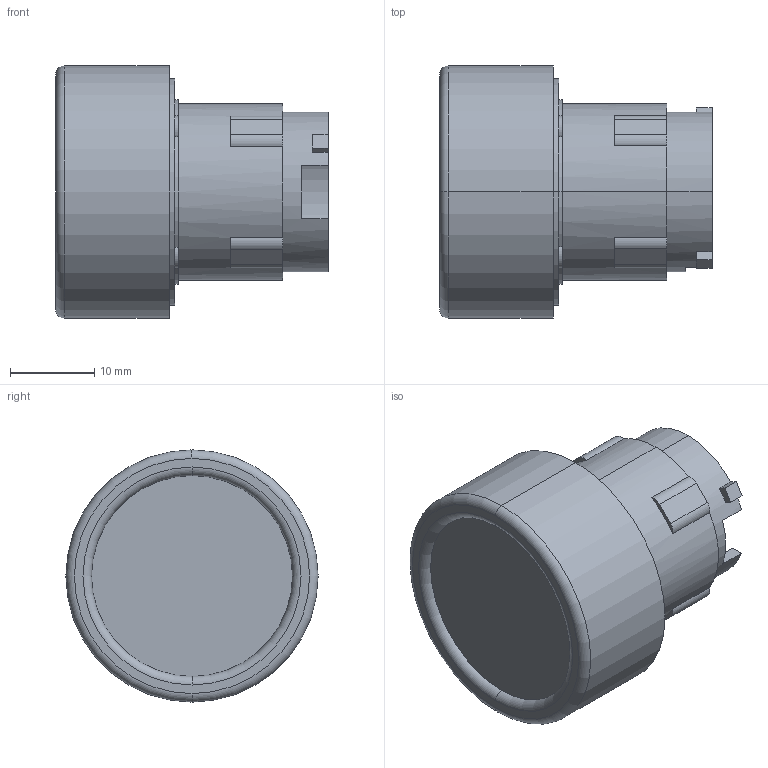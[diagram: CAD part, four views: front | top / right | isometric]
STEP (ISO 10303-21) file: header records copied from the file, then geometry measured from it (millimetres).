
FILE_DESCRIPTION(('starvars output'),'2;1');
FILE_NAME('ZB4BP6S_3D.stp','11:57:40 2020/03/31',( 'Thomas Industrial Network Germany GmbH'),( 'Thomas Industrial Network Germany GmbH'),'unknown preprocess','ACIS' ,'unknown authorization');
FILE_SCHEMA(('AUTOMOTIVE_DESIGN_CC2 {UNKNOWN IMPLEMENTATION LEVEL}'));
Length unit declared in the file: millimetre
Products named in the file (1): PRODUCT_ID_276
Bounding box: 32.4 x 30 x 30 mm (x, y, z)
Volume: 14562.1 mm3; surface area: 4148.8 mm2
Topology: 1 solids, 1 shells, 59 faces, 154 edges, 102 vertices
Faces by surface type: cylinder 28, plane 27, torus 4
Entity records: 2168 total; most frequent: ORIENTED_EDGE 308, CARTESIAN_POINT 266, DIRECTION 260, EDGE_CURVE 154, VERTEX_POINT 102, AXIS2_PLACEMENT_3D 96, VECTOR 68, LINE 68
